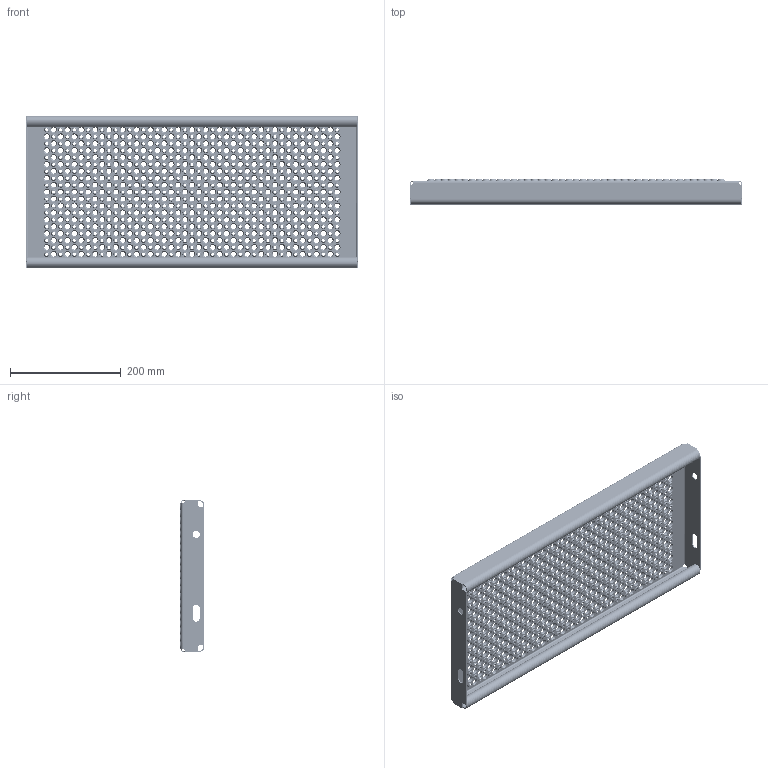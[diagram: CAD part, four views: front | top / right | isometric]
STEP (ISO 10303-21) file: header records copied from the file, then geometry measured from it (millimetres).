
FILE_DESCRIPTION (( 'STEP AP203' ), '1' );
FILE_NAME ('00000_ACHILTRIN_275x600x45_M_OPTRÆK.STEP', '2011-08-10T11:48:31', ( 'JKJ' ), ( '' ), 'SwSTEP 2.0', 'SolidWorks 2011', '' );
FILE_SCHEMA (( 'CONFIG_CONTROL_DESIGN' ));
Products named in the file (1): 00000_ACHILTRIN_275x600x45_M_OPTRÆK
Bounding box: 600 x 45 x 275 mm (x, y, z)
Volume: 556691.5 mm3; surface area: 588243.3 mm2
Topology: 1 solids, 1 shells, 6403 faces, 14648 edges, 9150 vertices
Faces by surface type: cone 3612, cylinder 1842, plane 941, bspline 8
Entity records: 187169 total; most frequent: DIRECTION 36494, CARTESIAN_POINT 30794, ORIENTED_EDGE 29296, AXIS2_PLACEMENT_3D 15482, EDGE_CURVE 14648, VERTEX_POINT 9150, EDGE_LOOP 9120, CIRCLE 9086
